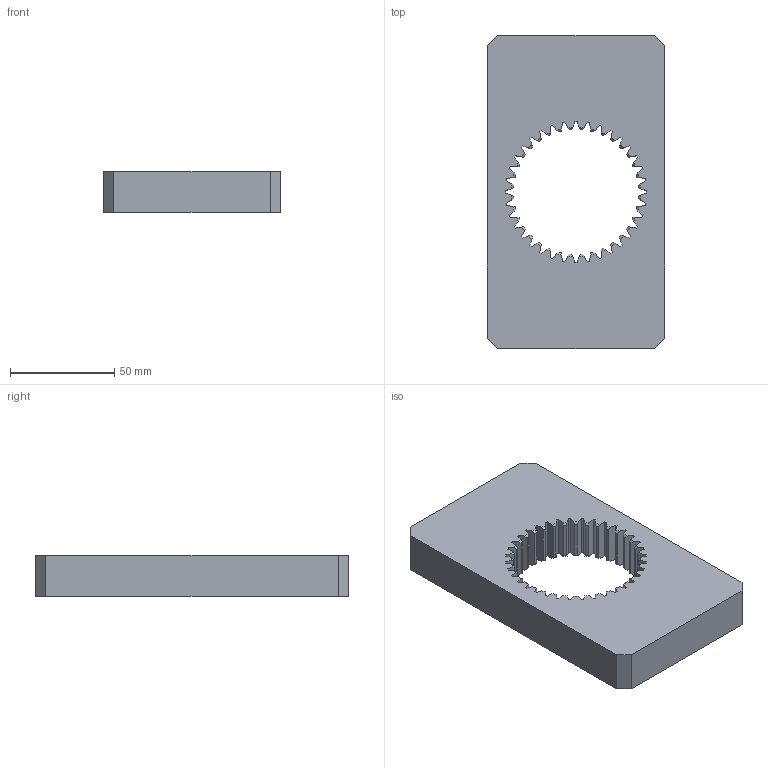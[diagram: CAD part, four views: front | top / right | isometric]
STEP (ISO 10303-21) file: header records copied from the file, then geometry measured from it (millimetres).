
FILE_DESCRIPTION((''),'2;1');
FILE_NAME('6158120600','2015-02-18T',('gredl'),(''),'PRO/ENGINEER BY PARAMETRIC TECHNOLOGY CORPORATION, 2014200','PRO/ENGINEER BY PARAMETRIC TECHNOLOGY CORPORATION, 2014200','');
FILE_SCHEMA(('AUTOMOTIVE_DESIGN { 1 0 10303 214 1 1 1 1 }'));
Length unit declared in the file: millimetre
Products named in the file (1): 6158120600
Bounding box: 85 x 150 x 20 mm (x, y, z)
Volume: 190684 mm3; surface area: 35759.9 mm2
Topology: 1 solids, 1 shells, 226 faces, 672 edges, 448 vertices
Faces by surface type: plane 118, cone 72, cylinder 36
Entity records: 10476 total; most frequent: CARTESIAN_POINT 2068, ORIENTED_EDGE 1344, DIRECTION 1124, PRESENTATION_STYLE_ASSIGNMENT 673, STYLED_ITEM 673, CURVE_STYLE 672, EDGE_CURVE 672, VERTEX_POINT 448
